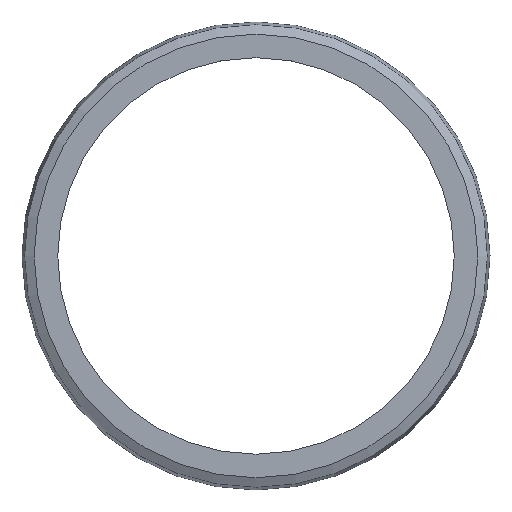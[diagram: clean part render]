
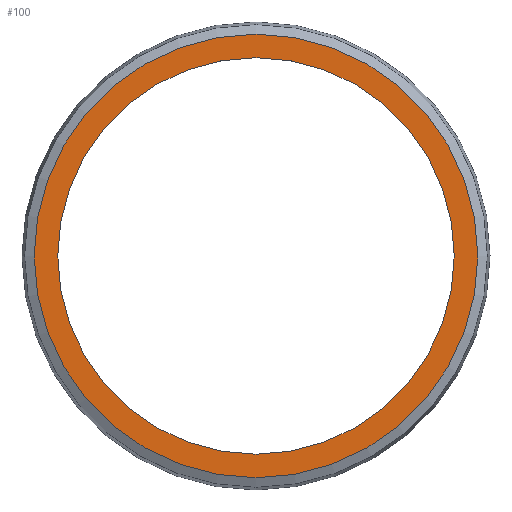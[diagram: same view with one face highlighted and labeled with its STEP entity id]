
A CAD part, top view. The second image highlights one B-rep face of the part: STEP entity #100.
In plain terms, the highlighted planar face has unit normal (0, 0, 1).
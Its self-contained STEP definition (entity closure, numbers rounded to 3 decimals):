
#29=FACE_BOUND('',#43,.T.);
#33=FACE_OUTER_BOUND('',#42,.T.);
#42=EDGE_LOOP('',(#80));
#43=EDGE_LOOP('',(#81));
#51=CIRCLE('',#113,18.95);
#52=CIRCLE('',#115,21.2);
#58=VERTEX_POINT('',#166);
#59=VERTEX_POINT('',#170);
#66=EDGE_CURVE('',#58,#58,#51,.T.);
#67=EDGE_CURVE('',#59,#59,#52,.T.);
#80=ORIENTED_EDGE('',*,*,#67,.F.);
#81=ORIENTED_EDGE('',*,*,#66,.T.);
#96=PLANE('',#114);
#100=ADVANCED_FACE('',(#33,#29),#96,.T.);
#113=AXIS2_PLACEMENT_3D('',#168,#137,#138);
#114=AXIS2_PLACEMENT_3D('',#169,#139,#140);
#115=AXIS2_PLACEMENT_3D('',#171,#141,#142);
#137=DIRECTION('center_axis',(0.,0.,-1.));
#138=DIRECTION('ref_axis',(1.,0.,0.));
#139=DIRECTION('center_axis',(0.,0.,1.));
#140=DIRECTION('ref_axis',(1.,0.,0.));
#141=DIRECTION('center_axis',(0.,0.,-1.));
#142=DIRECTION('ref_axis',(1.,0.,0.));
#166=CARTESIAN_POINT('',(18.95,0.,1.8));
#168=CARTESIAN_POINT('Origin',(0.,0.,1.8));
#169=CARTESIAN_POINT('Origin',(-21.2,0.,1.8));
#170=CARTESIAN_POINT('',(21.2,0.,1.8));
#171=CARTESIAN_POINT('Origin',(0.,0.,1.8));
